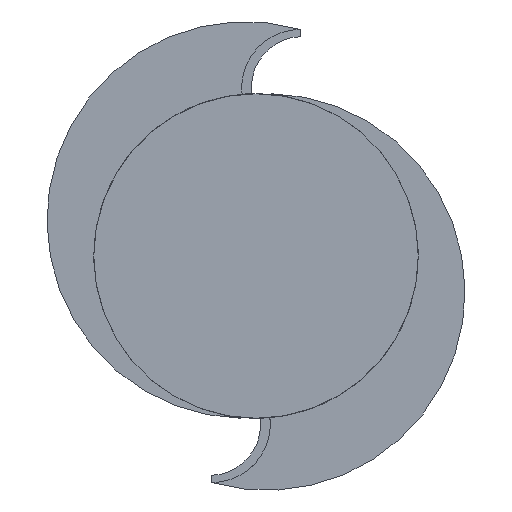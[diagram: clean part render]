
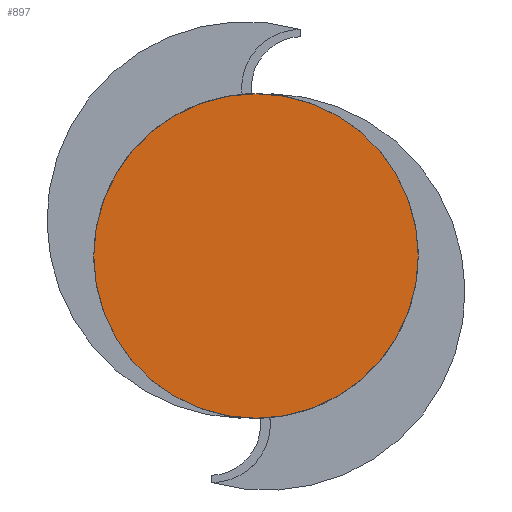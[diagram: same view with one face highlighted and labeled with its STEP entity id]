
A CAD part, front view. The second image highlights one B-rep face of the part: STEP entity #897.
In plain terms, the highlighted planar face has unit normal (0, -1, 0).
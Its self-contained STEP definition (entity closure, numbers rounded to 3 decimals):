
#210=FACE_OUTER_BOUND('',#259,.T.);
#259=EDGE_LOOP('',(#765));
#286=CIRCLE('',#941,11.25);
#352=VERTEX_POINT('',#1364);
#440=EDGE_CURVE('',#352,#352,#286,.T.);
#765=ORIENTED_EDGE('',*,*,#440,.F.);
#861=PLANE('',#1015);
#897=ADVANCED_FACE('',(#210),#861,.F.);
#941=AXIS2_PLACEMENT_3D('',#1365,#1069,#1070);
#1015=AXIS2_PLACEMENT_3D('',#1565,#1274,#1275);
#1069=DIRECTION('center_axis',(0.,1.,0.));
#1070=DIRECTION('ref_axis',(0.,0.,1.));
#1274=DIRECTION('center_axis',(0.,1.,0.));
#1275=DIRECTION('ref_axis',(0.,0.,1.));
#1364=CARTESIAN_POINT('',(0.,1.25,11.25));
#1365=CARTESIAN_POINT('Origin',(0.,1.25,0.));
#1565=CARTESIAN_POINT('Origin',(0.,1.25,0.));
